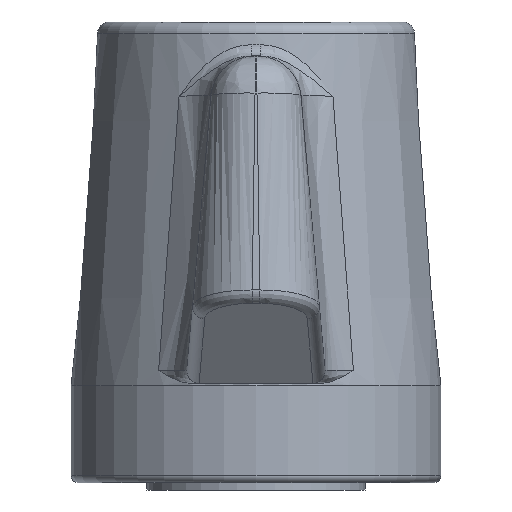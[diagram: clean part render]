
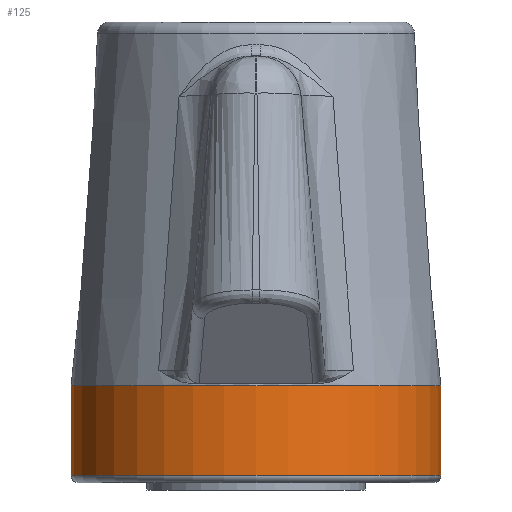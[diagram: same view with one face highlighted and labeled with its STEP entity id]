
A CAD part, left-side view. The second image highlights one B-rep face of the part: STEP entity #125.
In plain terms, the highlighted cylindrical face has radius 7.625 mm (diameter 15.251 mm), a full revolution.
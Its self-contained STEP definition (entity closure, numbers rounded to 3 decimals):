
#125 = ADVANCED_FACE( '', ( #300, #301 ), #302, .T. );
#300 = FACE_OUTER_BOUND( '', #2407, .T. );
#301 = FACE_OUTER_BOUND( '', #2408, .T. );
#302 = CYLINDRICAL_SURFACE( '', #2409, 7.625 );
#2407 = EDGE_LOOP( '', ( #8055 ) );
#2408 = EDGE_LOOP( '', ( #8056 ) );
#2409 = AXIS2_PLACEMENT_3D( '', #8057, #8058, #8059 );
#8055 = ORIENTED_EDGE( '', *, *, #8528, .T. );
#8056 = ORIENTED_EDGE( '', *, *, #8529, .F. );
#8057 = CARTESIAN_POINT( '', ( 0., 0., 19. ) );
#8058 = DIRECTION( '', ( 0., 0., -1. ) );
#8059 = DIRECTION( '', ( 1., 0., 0. ) );
#8528 = EDGE_CURVE( '', #8797, #8797, #8798, .T. );
#8529 = EDGE_CURVE( '', #8799, #8799, #8800, .T. );
#8797 = VERTEX_POINT( '', #9876 );
#8798 = CIRCLE( '', #9877, 7.625 );
#8799 = VERTEX_POINT( '', #9878 );
#8800 = CIRCLE( '', #9879, 7.625 );
#9876 = CARTESIAN_POINT( '', ( 7.625, 0., 0.3 ) );
#9877 = AXIS2_PLACEMENT_3D( '', #10891, #10892, #10893 );
#9878 = CARTESIAN_POINT( '', ( 7.625, 0., 4. ) );
#9879 = AXIS2_PLACEMENT_3D( '', #10894, #10895, #10896 );
#10891 = CARTESIAN_POINT( '', ( 0., 0., 0.3 ) );
#10892 = DIRECTION( '', ( 0., 0., 1. ) );
#10893 = DIRECTION( '', ( 1., 0., 0. ) );
#10894 = CARTESIAN_POINT( '', ( 0., 0., 4. ) );
#10895 = DIRECTION( '', ( 0., 0., 1. ) );
#10896 = DIRECTION( '', ( 1., 0., 0. ) );
